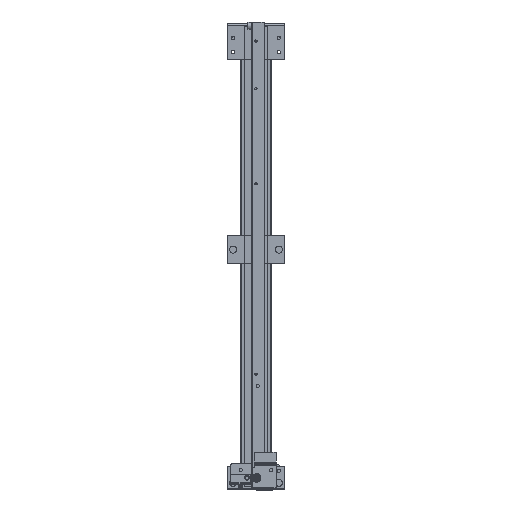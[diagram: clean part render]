
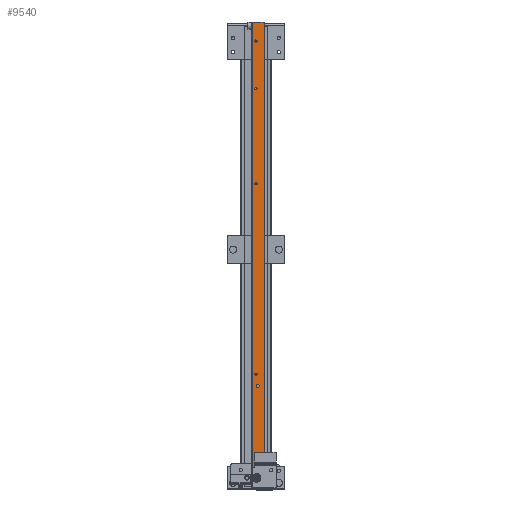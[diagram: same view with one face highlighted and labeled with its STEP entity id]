
A CAD part, top view. The second image highlights one B-rep face of the part: STEP entity #9540.
In plain terms, the highlighted planar face has unit normal (0, 0, 1).
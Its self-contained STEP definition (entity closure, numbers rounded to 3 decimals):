
#89=FACE_BOUND('',#3164,.T.);
#90=FACE_BOUND('',#3165,.T.);
#91=FACE_BOUND('',#3166,.T.);
#92=FACE_BOUND('',#3167,.T.);
#93=FACE_BOUND('',#3168,.T.);
#94=FACE_BOUND('',#3169,.T.);
#321=PLANE('',#10566);
#1078=LINE('',#16411,#1856);
#1088=LINE('',#16448,#1866);
#1100=LINE('',#16489,#1878);
#1101=LINE('',#16490,#1879);
#1856=VECTOR('',#13243,10.);
#1866=VECTOR('',#13277,10.);
#1878=VECTOR('',#13329,10.);
#1879=VECTOR('',#13330,10.);
#2601=FACE_OUTER_BOUND('',#3163,.T.);
#3163=EDGE_LOOP('',(#8489,#8490,#8491,#8492,#8493,#8494));
#3164=EDGE_LOOP('',(#8495));
#3165=EDGE_LOOP('',(#8496));
#3166=EDGE_LOOP('',(#8497));
#3167=EDGE_LOOP('',(#8498));
#3168=EDGE_LOOP('',(#8499));
#3169=EDGE_LOOP('',(#8500));
#3695=CIRCLE('',#10538,3.);
#3702=CIRCLE('',#10548,3.);
#3705=CIRCLE('',#10553,3.);
#3706=CIRCLE('',#10556,2.3);
#3707=CIRCLE('',#10558,2.3);
#3708=CIRCLE('',#10560,2.3);
#3709=CIRCLE('',#10562,2.3);
#3710=CIRCLE('',#10564,2.3);
#4536=VERTEX_POINT('',#16408);
#4537=VERTEX_POINT('',#16410);
#4541=VERTEX_POINT('',#16421);
#4542=VERTEX_POINT('',#16423);
#4552=VERTEX_POINT('',#16447);
#4553=VERTEX_POINT('',#16451);
#4556=VERTEX_POINT('',#16461);
#4557=VERTEX_POINT('',#16466);
#4558=VERTEX_POINT('',#16470);
#4559=VERTEX_POINT('',#16474);
#4560=VERTEX_POINT('',#16478);
#4561=VERTEX_POINT('',#16482);
#5838=EDGE_CURVE('',#4536,#4537,#1078,.T.);
#5844=EDGE_CURVE('',#4541,#4542,#3695,.T.);
#5856=EDGE_CURVE('',#4552,#4542,#1088,.T.);
#5858=EDGE_CURVE('',#4552,#4553,#3702,.T.);
#5864=EDGE_CURVE('',#4556,#4556,#3705,.T.);
#5865=EDGE_CURVE('',#4557,#4557,#3706,.T.);
#5867=EDGE_CURVE('',#4558,#4558,#3707,.T.);
#5869=EDGE_CURVE('',#4559,#4559,#3708,.T.);
#5871=EDGE_CURVE('',#4560,#4560,#3709,.T.);
#5873=EDGE_CURVE('',#4561,#4561,#3710,.T.);
#5877=EDGE_CURVE('',#4537,#4541,#1100,.T.);
#5878=EDGE_CURVE('',#4536,#4553,#1101,.T.);
#8489=ORIENTED_EDGE('',*,*,#5844,.F.);
#8490=ORIENTED_EDGE('',*,*,#5877,.F.);
#8491=ORIENTED_EDGE('',*,*,#5838,.F.);
#8492=ORIENTED_EDGE('',*,*,#5878,.T.);
#8493=ORIENTED_EDGE('',*,*,#5858,.F.);
#8494=ORIENTED_EDGE('',*,*,#5856,.T.);
#8495=ORIENTED_EDGE('',*,*,#5864,.T.);
#8496=ORIENTED_EDGE('',*,*,#5865,.T.);
#8497=ORIENTED_EDGE('',*,*,#5867,.T.);
#8498=ORIENTED_EDGE('',*,*,#5869,.T.);
#8499=ORIENTED_EDGE('',*,*,#5871,.T.);
#8500=ORIENTED_EDGE('',*,*,#5873,.T.);
#9540=ADVANCED_FACE('',(#2601,#89,#90,#91,#92,#93,#94),#321,.T.);
#10538=AXIS2_PLACEMENT_3D('',#16424,#13254,#13255);
#10548=AXIS2_PLACEMENT_3D('',#16452,#13281,#13282);
#10553=AXIS2_PLACEMENT_3D('',#16463,#13294,#13295);
#10556=AXIS2_PLACEMENT_3D('',#16467,#13300,#13301);
#10558=AXIS2_PLACEMENT_3D('',#16471,#13305,#13306);
#10560=AXIS2_PLACEMENT_3D('',#16475,#13310,#13311);
#10562=AXIS2_PLACEMENT_3D('',#16479,#13315,#13316);
#10564=AXIS2_PLACEMENT_3D('',#16483,#13320,#13321);
#10566=AXIS2_PLACEMENT_3D('',#16488,#13327,#13328);
#13243=DIRECTION('',(0.,1.,0.));
#13254=DIRECTION('center_axis',(0.,0.,-1.));
#13255=DIRECTION('ref_axis',(0.707,0.707,0.));
#13277=DIRECTION('',(0.,1.,0.));
#13281=DIRECTION('center_axis',(0.,0.,-1.));
#13282=DIRECTION('ref_axis',(0.707,-0.707,0.));
#13294=DIRECTION('center_axis',(0.,0.,-1.));
#13295=DIRECTION('ref_axis',(1.,0.,0.));
#13300=DIRECTION('center_axis',(0.,0.,-1.));
#13301=DIRECTION('ref_axis',(1.,0.,0.));
#13305=DIRECTION('center_axis',(0.,0.,-1.));
#13306=DIRECTION('ref_axis',(1.,0.,0.));
#13310=DIRECTION('center_axis',(0.,0.,-1.));
#13311=DIRECTION('ref_axis',(1.,0.,0.));
#13315=DIRECTION('center_axis',(0.,0.,-1.));
#13316=DIRECTION('ref_axis',(1.,0.,0.));
#13320=DIRECTION('center_axis',(0.,0.,-1.));
#13321=DIRECTION('ref_axis',(1.,0.,0.));
#13327=DIRECTION('center_axis',(0.,0.,1.));
#13328=DIRECTION('ref_axis',(1.,0.,0.));
#13329=DIRECTION('',(1.,0.,0.));
#13330=DIRECTION('',(1.,0.,0.));
#16408=CARTESIAN_POINT('',(-8.,-1.5,1962.));
#16410=CARTESIAN_POINT('',(-8.,978.5,1962.));
#16411=CARTESIAN_POINT('',(-8.,-1.5,1962.));
#16421=CARTESIAN_POINT('',(15.,978.5,1962.));
#16423=CARTESIAN_POINT('',(18.,975.5,1962.));
#16424=CARTESIAN_POINT('Origin',(15.,975.5,1962.));
#16447=CARTESIAN_POINT('',(18.,1.5,1962.));
#16448=CARTESIAN_POINT('',(18.,-1.5,1962.));
#16451=CARTESIAN_POINT('',(15.,-1.5,1962.));
#16452=CARTESIAN_POINT('Origin',(15.,1.5,1962.));
#16461=CARTESIAN_POINT('',(1.,213.5,1962.));
#16463=CARTESIAN_POINT('Origin',(4.,213.5,1962.));
#16466=CARTESIAN_POINT('',(-2.3,238.5,1962.));
#16467=CARTESIAN_POINT('Origin',(0.,238.5,1962.));
#16470=CARTESIAN_POINT('',(-2.3,838.5,1962.));
#16471=CARTESIAN_POINT('Origin',(0.,838.5,1962.));
#16474=CARTESIAN_POINT('',(-2.3,38.5,1962.));
#16475=CARTESIAN_POINT('Origin',(0.,38.5,1962.));
#16478=CARTESIAN_POINT('',(-2.3,938.5,1962.));
#16479=CARTESIAN_POINT('Origin',(0.,938.5,1962.));
#16482=CARTESIAN_POINT('',(-2.3,638.5,1962.));
#16483=CARTESIAN_POINT('Origin',(0.,638.5,1962.));
#16488=CARTESIAN_POINT('Origin',(-8.,-1.5,1962.));
#16489=CARTESIAN_POINT('',(-8.,978.5,1962.));
#16490=CARTESIAN_POINT('',(-8.,-1.5,1962.));
